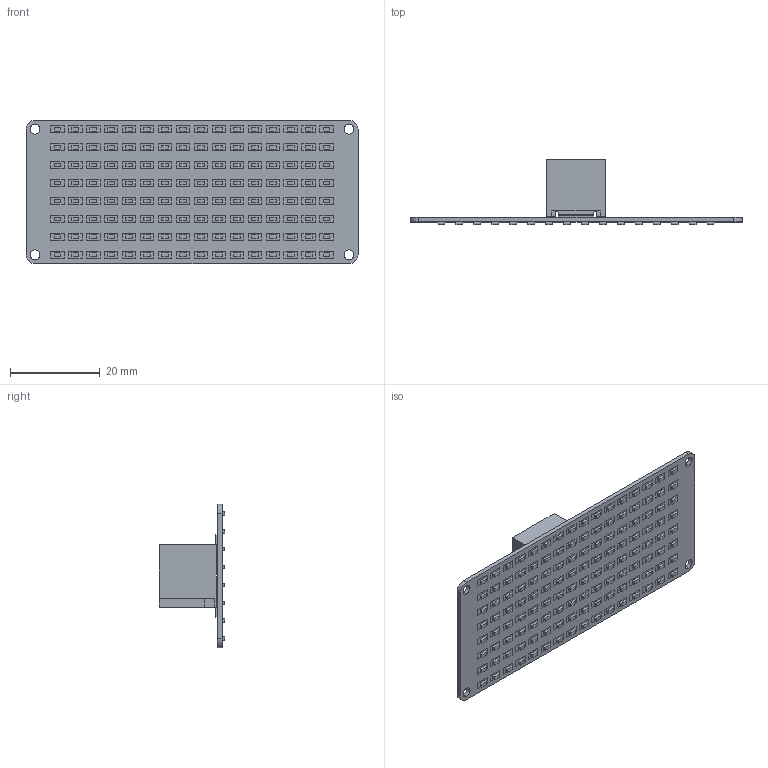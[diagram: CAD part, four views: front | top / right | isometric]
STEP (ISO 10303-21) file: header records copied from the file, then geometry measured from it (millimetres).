
FILE_DESCRIPTION (( 'STEP AP214' ), '1' );
FILE_NAME ('Me LED Matrix 8x16 V1.0.step', '2016-10-28T06:58:57', ( 'dell' ), ( '' ), 'SwSTEP 2.0', 'SolidWorks 2013', '' );
FILE_SCHEMA (( 'AUTOMOTIVE_DESIGN' ));
Length unit declared in the file: millimetre
Products named in the file (1): Me LED Matrix 8x16 V1.0
Bounding box: 74 x 14.61 x 32 mm (x, y, z)
Surface area: 6609 mm2 (no closed solid volume)
Topology: 0 solids, 8 shells, 1217 faces, 3369 edges, 2292 vertices
Faces by surface type: plane 1196, cylinder 21
Entity records: 51218 total; most frequent: CARTESIAN_POINT 6879, ORIENTED_EDGE 6042, DIRECTION 5861, EDGE_CURVE 3369, LINE 3313, VECTOR 3313, VERTEX_POINT 2292, EDGE_LOOP 1482
